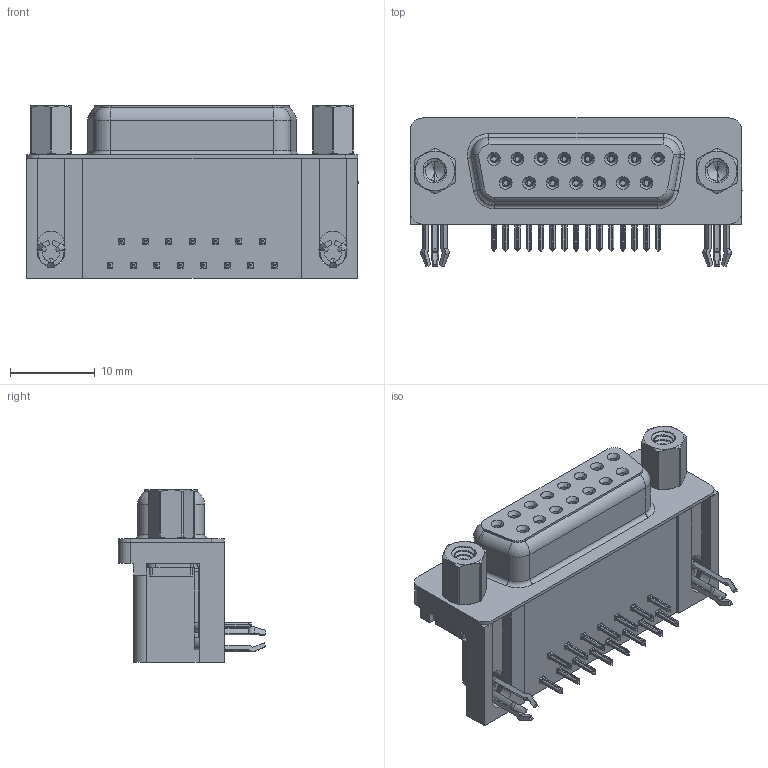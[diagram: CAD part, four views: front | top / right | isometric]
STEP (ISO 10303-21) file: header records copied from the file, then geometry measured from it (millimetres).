
FILE_DESCRIPTION (( 'STEP AP203' ), '1' );
FILE_NAME ('630-015-240-043.STEP', '2021-09-22T13:32:01', ( '' ), ( '' ), 'SwSTEP 2.0', 'SolidWorks 2020', '' );
FILE_SCHEMA (( 'CONFIG_CONTROL_DESIGN' ));
Length unit declared in the file: millimetre
Products named in the file (8): 630 Housing_15 Socket; 630 4-40 Threaded Rivet; 630 Shell_15 Socket; 630 Contact Bottom; 630 Contact Top; 630-015-240-043; 630 3 Prong Board Lock; 630 4-40 Hex Standoff 5
Assembly tree (23 placements, depth 2):
  630-015-240-043
    630 Housing_15 Socket
    630 Shell_15 Socket
    630 Contact Bottom  x7
    630 Contact Top  x8
    630 3 Prong Board Lock  x2
    630 4-40 Threaded Rivet  x2
    630 4-40 Hex Standoff 5  x2
Bounding box: 39.22 x 17.48 x 20.4 mm (x, y, z)
Volume: 6081.6 mm3; surface area: 7742.4 mm2
Topology: 23 solids, 23 shells, 2655 faces, 7020 edges, 4426 vertices
Faces by surface type: plane 1132, cylinder 683, bspline 530, cone 248, torus 62
Entity records: 32973 total; most frequent: CARTESIAN_POINT 12525, ORIENTED_EDGE 4184, DIRECTION 3717, EDGE_CURVE 2092, VERTEX_POINT 1339, AXIS2_PLACEMENT_3D 1251, VECTOR 1215, LINE 1215
